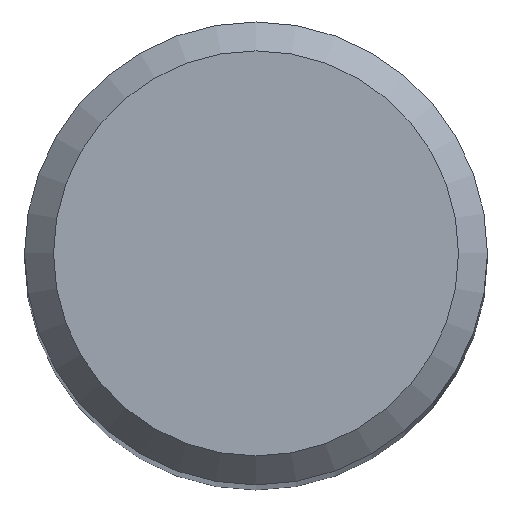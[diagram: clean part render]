
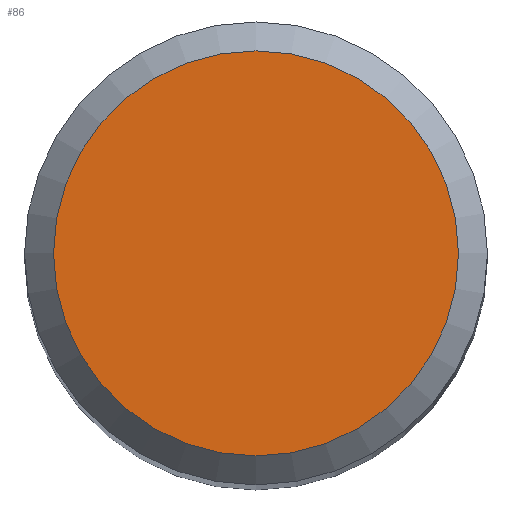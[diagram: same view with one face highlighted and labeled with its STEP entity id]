
A CAD part, top view. The second image highlights one B-rep face of the part: STEP entity #86.
In plain terms, the highlighted planar face has unit normal (0, 0, 1).
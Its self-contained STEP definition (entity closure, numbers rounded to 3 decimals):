
#3 = FACE_OUTER_BOUND ( 'NONE', #142, .T. ) ;
#18 = CARTESIAN_POINT ( 'NONE',  ( 0., 0., 63. ) ) ;
#22 = DIRECTION ( 'NONE',  ( 0., 1., 0. ) ) ;
#33 = CIRCLE ( 'NONE', #84, 3.5 ) ;
#36 = DIRECTION ( 'NONE',  ( 0., 1., 0. ) ) ;
#71 = PLANE ( 'NONE',  #139 ) ;
#84 = AXIS2_PLACEMENT_3D ( 'NONE', #18, #231, #22 ) ;
#86 = ADVANCED_FACE ( 'NONE', ( #3 ), #71, .F. ) ;
#106 = EDGE_CURVE ( 'NONE', #117, #117, #33, .T. ) ;
#116 = DIRECTION ( 'NONE',  ( 0., 0., -1. ) ) ;
#117 = VERTEX_POINT ( 'NONE', #223 ) ;
#133 = CARTESIAN_POINT ( 'NONE',  ( 0., 0., 63. ) ) ;
#139 = AXIS2_PLACEMENT_3D ( 'NONE', #133, #116, #36 ) ;
#142 = EDGE_LOOP ( 'NONE', ( #178 ) ) ;
#178 = ORIENTED_EDGE ( 'NONE', *, *, #106, .F. ) ;
#223 = CARTESIAN_POINT ( 'NONE',  ( 0., 3.5, 63. ) ) ;
#231 = DIRECTION ( 'NONE',  ( 0., 0., -1. ) ) ;
